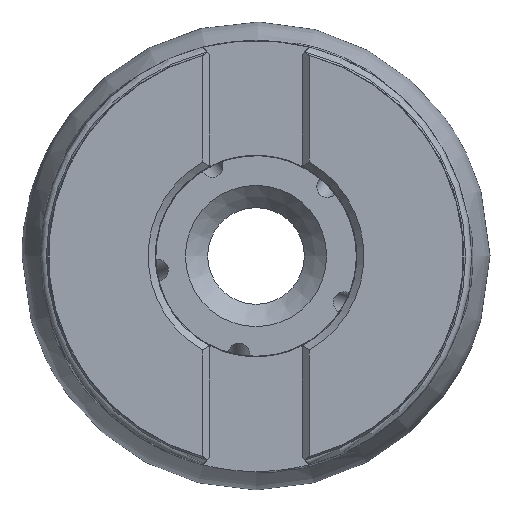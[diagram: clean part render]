
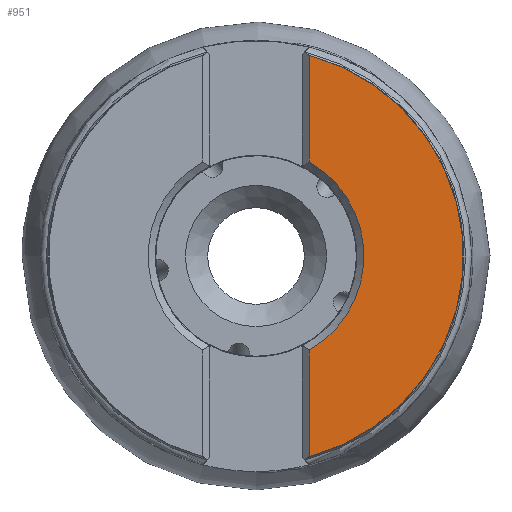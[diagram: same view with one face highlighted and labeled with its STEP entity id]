
A CAD part, left-side view. The second image highlights one B-rep face of the part: STEP entity #951.
In plain terms, the highlighted planar face has unit normal (-1, 0, 0).
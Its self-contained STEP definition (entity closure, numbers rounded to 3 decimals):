
#498 = DIRECTION ( 'NONE',  ( 0., 0., 1. ) ) ;
#951 = ADVANCED_FACE ( 'NONE', ( #9755 ), #13348, .T. ) ;
#1465 = VERTEX_POINT ( 'NONE', #13690 ) ;
#1865 = LINE ( 'NONE', #2653, #7514 ) ;
#1960 = LINE ( 'NONE', #4267, #4390 ) ;
#1996 = CARTESIAN_POINT ( 'NONE',  ( -48.905, 0., 0. ) ) ;
#2178 = DIRECTION ( 'NONE',  ( 0., 0., -1. ) ) ;
#2653 = CARTESIAN_POINT ( 'NONE',  ( -48.905, -7.15, -35. ) ) ;
#2843 = EDGE_CURVE ( 'NONE', #1465, #7627, #1865, .T. ) ;
#3047 = DIRECTION ( 'NONE',  ( 0., 0., 1. ) ) ;
#3112 = EDGE_CURVE ( 'NONE', #4572, #1465, #11617, .T. ) ;
#3645 = DIRECTION ( 'NONE',  ( 0., 0., -1. ) ) ;
#4267 = CARTESIAN_POINT ( 'NONE',  ( -48.905, -7.15, -35. ) ) ;
#4322 = ORIENTED_EDGE ( 'NONE', *, *, #3112, .T. ) ;
#4390 = VECTOR ( 'NONE', #2178, 1000. ) ;
#4572 = VERTEX_POINT ( 'NONE', #10829 ) ;
#4850 = ORIENTED_EDGE ( 'NONE', *, *, #2843, .T. ) ;
#6298 = DIRECTION ( 'NONE',  ( 1., 0., 0. ) ) ;
#6730 = EDGE_LOOP ( 'NONE', ( #4850, #12345, #13754, #4322 ) ) ;
#6778 = CARTESIAN_POINT ( 'NONE',  ( -48.905, 0., 0. ) ) ;
#6828 = DIRECTION ( 'NONE',  ( -1., 0., 0. ) ) ;
#6893 = EDGE_CURVE ( 'NONE', #7817, #4572, #1960, .T. ) ;
#7034 = CIRCLE ( 'NONE', #7892, 27.922 ) ;
#7514 = VECTOR ( 'NONE', #3645, 1000. ) ;
#7627 = VERTEX_POINT ( 'NONE', #7945 ) ;
#7817 = VERTEX_POINT ( 'NONE', #9927 ) ;
#7892 = AXIS2_PLACEMENT_3D ( 'NONE', #1996, #9482, #3047 ) ;
#7945 = CARTESIAN_POINT ( 'NONE',  ( -48.905, -7.15, -26.991 ) ) ;
#9482 = DIRECTION ( 'NONE',  ( 1., 0., 0. ) ) ;
#9755 = FACE_OUTER_BOUND ( 'NONE', #6730, .T. ) ;
#9927 = CARTESIAN_POINT ( 'NONE',  ( -48.905, -7.15, 26.991 ) ) ;
#10146 = AXIS2_PLACEMENT_3D ( 'NONE', #6778, #6828, #498 ) ;
#10829 = CARTESIAN_POINT ( 'NONE',  ( -48.905, -7.15, 12.643 ) ) ;
#11617 = CIRCLE ( 'NONE', #11740, 14.525 ) ;
#11740 = AXIS2_PLACEMENT_3D ( 'NONE', #12838, #6298, #13923 ) ;
#12244 = EDGE_CURVE ( 'NONE', #7817, #7627, #7034, .T. ) ;
#12345 = ORIENTED_EDGE ( 'NONE', *, *, #12244, .F. ) ;
#12838 = CARTESIAN_POINT ( 'NONE',  ( -48.905, 0., 0. ) ) ;
#13348 = PLANE ( 'NONE',  #10146 ) ;
#13690 = CARTESIAN_POINT ( 'NONE',  ( -48.905, -7.15, -12.643 ) ) ;
#13754 = ORIENTED_EDGE ( 'NONE', *, *, #6893, .T. ) ;
#13923 = DIRECTION ( 'NONE',  ( 0., 0., 1. ) ) ;
